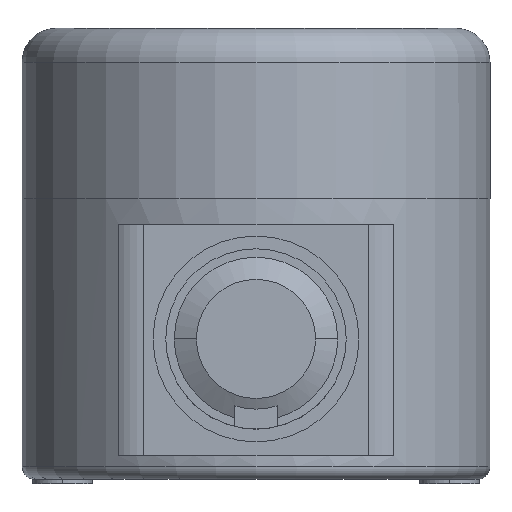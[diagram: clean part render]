
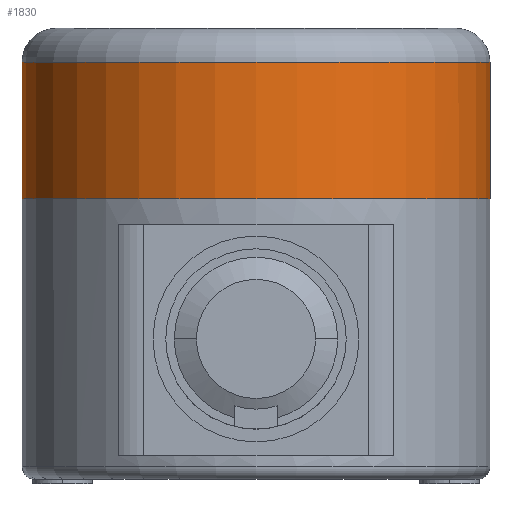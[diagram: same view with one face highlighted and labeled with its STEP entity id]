
A CAD part, left-side view. The second image highlights one B-rep face of the part: STEP entity #1830.
In plain terms, the highlighted cylindrical face has radius 27.5 mm (diameter 55 mm), a partial arc.
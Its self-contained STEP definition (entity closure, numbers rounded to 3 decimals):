
#440=CARTESIAN_POINT('',(22.5,0.,-53.05));
#441=DIRECTION('',(0.,0.,1.));
#442=DIRECTION('',(0.,-1.,0.));
#443=AXIS2_PLACEMENT_3D('',#440,#441,#442);
#448=CARTESIAN_POINT('',(22.5,0.,-53.05));
#449=DIRECTION('',(0.,0.,1.));
#450=DIRECTION('',(1.,0.,0.));
#451=AXIS2_PLACEMENT_3D('',#448,#449,#450);
#564=DIRECTION('',(0.,0.,-1.));
#565=VECTOR('',#564,16.);
#566=CARTESIAN_POINT('',(22.5,27.5,-37.05));
#567=LINE('',#566,#565);
#571=DIRECTION('',(0.,0.,1.));
#572=VECTOR('',#571,16.);
#573=CARTESIAN_POINT('',(22.5,-27.5,-53.05));
#574=LINE('',#573,#572);
#693=CARTESIAN_POINT('',(22.5,0.,-37.05));
#694=DIRECTION('',(0.,0.,-1.));
#695=DIRECTION('',(0.,1.,0.));
#696=AXIS2_PLACEMENT_3D('',#693,#694,#695);
#701=CARTESIAN_POINT('',(22.5,0.,-37.05));
#702=DIRECTION('',(0.,0.,-1.));
#703=DIRECTION('',(0.003,1.,0.));
#704=AXIS2_PLACEMENT_3D('',#701,#702,#703);
#709=CARTESIAN_POINT('',(22.5,0.,-37.05));
#710=DIRECTION('',(0.,0.,-1.));
#711=DIRECTION('',(1.,0.,0.));
#712=AXIS2_PLACEMENT_3D('',#709,#710,#711);
#1333=CARTESIAN_POINT('',(22.5,-27.5,-37.05));
#1334=VERTEX_POINT('',#1333);
#1335=CARTESIAN_POINT('',(22.5,27.5,-37.05));
#1336=VERTEX_POINT('',#1335);
#1337=CARTESIAN_POINT('',(50.,0.,-37.05));
#1338=VERTEX_POINT('',#1337);
#1339=CARTESIAN_POINT('',(22.575,27.5,-37.05));
#1340=VERTEX_POINT('',#1339);
#1391=CARTESIAN_POINT('',(22.5,-27.5,-53.05));
#1392=VERTEX_POINT('',#1391);
#1397=CARTESIAN_POINT('',(22.5,27.5,-53.05));
#1398=VERTEX_POINT('',#1397);
#1399=CARTESIAN_POINT('',(50.,0.,-53.05));
#1400=VERTEX_POINT('',#1399);
#1811=CARTESIAN_POINT('',(22.5,0.,-42.25));
#1812=DIRECTION('',(0.,0.,1.));
#1813=DIRECTION('',(1.,0.,0.));
#1814=AXIS2_PLACEMENT_3D('',#1811,#1812,#1813);
#1815=CYLINDRICAL_SURFACE('',#1814,27.5);
#1817=ORIENTED_EDGE('',*,*,#1816,.T.);
#1818=ORIENTED_EDGE('',*,*,#1778,.F.);
#1819=ORIENTED_EDGE('',*,*,#1776,.F.);
#1821=ORIENTED_EDGE('',*,*,#1820,.T.);
#1823=ORIENTED_EDGE('',*,*,#1822,.F.);
#1825=ORIENTED_EDGE('',*,*,#1824,.F.);
#1827=ORIENTED_EDGE('',*,*,#1826,.F.);
#1828=EDGE_LOOP('',(#1817,#1818,#1819,#1821,#1823,#1825,#1827));
#1829=FACE_OUTER_BOUND('',#1828,.F.);
#444=CIRCLE('',#443,27.5);
#452=CIRCLE('',#451,27.5);
#697=CIRCLE('',#696,27.5);
#705=CIRCLE('',#704,27.5);
#713=CIRCLE('',#712,27.5);
#1776=EDGE_CURVE('',#1392,#1400,#444,.T.);
#1778=EDGE_CURVE('',#1400,#1398,#452,.T.);
#1816=EDGE_CURVE('',#1336,#1398,#567,.T.);
#1820=EDGE_CURVE('',#1392,#1334,#574,.T.);
#1822=EDGE_CURVE('',#1338,#1334,#713,.T.);
#1824=EDGE_CURVE('',#1340,#1338,#705,.T.);
#1826=EDGE_CURVE('',#1336,#1340,#697,.T.);
#1830=ADVANCED_FACE('',(#1829),#1815,.T.);
